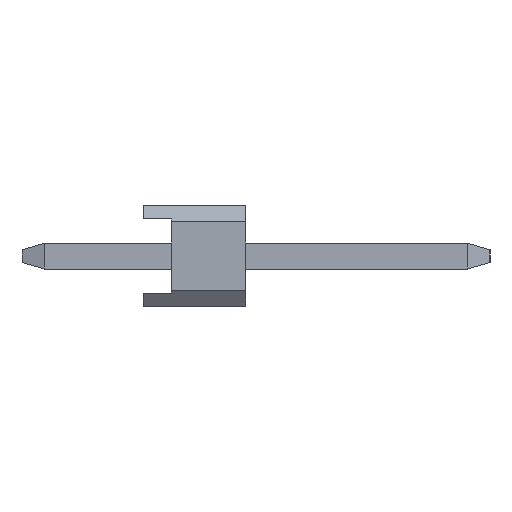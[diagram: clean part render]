
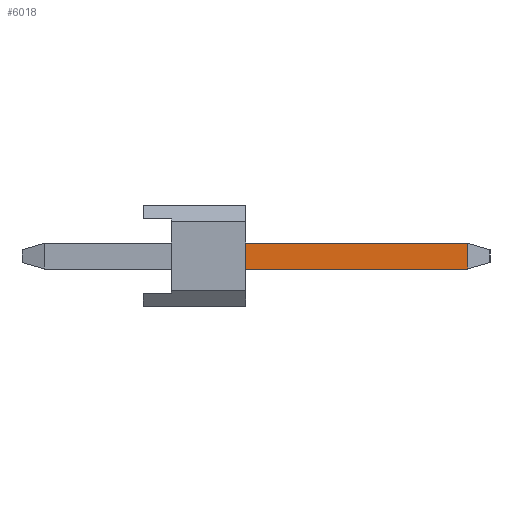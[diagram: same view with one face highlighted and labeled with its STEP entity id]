
A CAD part, left-side view. The second image highlights one B-rep face of the part: STEP entity #6018.
In plain terms, the highlighted planar face has unit normal (-1, 0, 0).
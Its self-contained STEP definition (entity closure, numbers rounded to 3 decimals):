
#3918=EDGE_CURVE('',#8142,#5382,#9858,.T.);
#5382=VERTEX_POINT('',#11494);
#5386=VERTEX_POINT('',#11498);
#5658=EDGE_CURVE('',#7188,#8142,#11789,.T.);
#6018=ADVANCED_FACE('',(#12187),#12188,.T.);
#6154=EDGE_CURVE('',#5382,#5386,#12337,.T.);
#7188=VERTEX_POINT('',#13471);
#7366=EDGE_CURVE('',#5386,#7188,#13661,.T.);
#8142=VERTEX_POINT('',#14541);
#9858=LINE('',#16790,#16791);
#11494=CARTESIAN_POINT('',(-23.18,-8.054,0.32));
#11498=CARTESIAN_POINT('',(-23.18,-8.054,-0.32));
#11789=LINE('',#19577,#19578);
#12187=FACE_OUTER_BOUND('',#20152,.T.);
#12188=PLANE('',#20153);
#12337=LINE('',#20375,#20376);
#13471=CARTESIAN_POINT('',(-23.18,-2.54,-0.32));
#13661=LINE('',#22285,#22286);
#14541=CARTESIAN_POINT('',(-23.18,-2.54,0.32));
#16790=CARTESIAN_POINT('',(-23.18,-2.8,0.32));
#16791=VECTOR('',#25542,1.0);
#19577=CARTESIAN_POINT('',(-23.18,-2.54,0.252));
#19578=VECTOR('',#27618,1.0);
#20152=EDGE_LOOP('',(#28024,#28025,#28026,#28027));
#20153=AXIS2_PLACEMENT_3D('',#28028,#28029,#28030);
#20375=CARTESIAN_POINT('',(-23.18,-8.054,0.5));
#20376=VECTOR('',#28175,1.0);
#22285=CARTESIAN_POINT('',(-23.18,2.454,-0.32));
#22286=VECTOR('',#29392,1.0);
#25542=DIRECTION('',(0.,-1.0,0.));
#27618=DIRECTION('',(0.,0.,1.0));
#28024=ORIENTED_EDGE('',*,*,#5658,.F.);
#28025=ORIENTED_EDGE('',*,*,#7366,.F.);
#28026=ORIENTED_EDGE('',*,*,#6154,.F.);
#28027=ORIENTED_EDGE('',*,*,#3918,.F.);
#28028=CARTESIAN_POINT('',(-23.18,2.454,0.5));
#28029=DIRECTION('',(-1.0,0.,0.));
#28030=DIRECTION('',(0.,1.0,0.));
#28175=DIRECTION('',(0.0,0.,-1.0));
#29392=DIRECTION('',(0.,1.0,0.));
